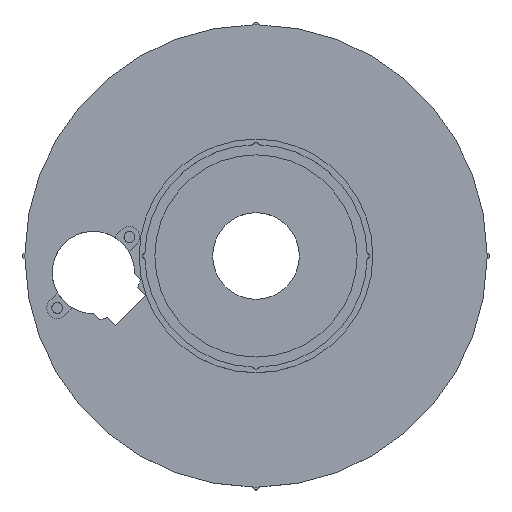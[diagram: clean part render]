
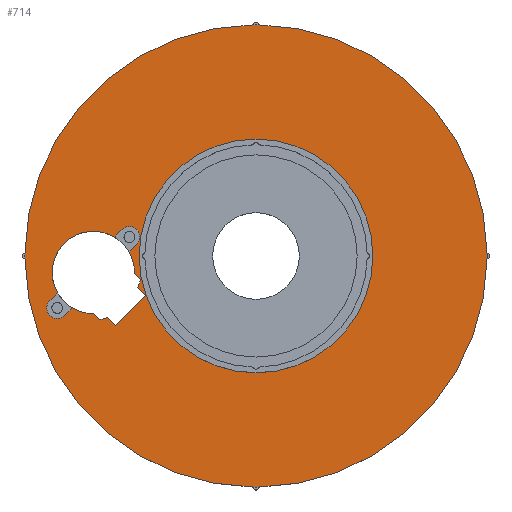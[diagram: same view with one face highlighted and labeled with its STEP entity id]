
A CAD part, top view. The second image highlights one B-rep face of the part: STEP entity #714.
In plain terms, the highlighted planar face has unit normal (0, 0, 1).
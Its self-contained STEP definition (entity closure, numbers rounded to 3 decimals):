
#205 = VERTEX_POINT('',#206);
#206 = CARTESIAN_POINT('',(-48.606,-24.07,4.));
#223 = VERTEX_POINT('',#224);
#224 = CARTESIAN_POINT('',(-51.367,-21.261,4.));
#230 = EDGE_CURVE('',#205,#223,#231,.T.);
#231 = LINE('',#232,#233);
#232 = CARTESIAN_POINT('',(-48.606,-24.07,4.));
#233 = VECTOR('',#234,1.);
#234 = DIRECTION('',(-0.701,0.713,0.));
#268 = EDGE_CURVE('',#269,#223,#271,.T.);
#269 = VERTEX_POINT('',#270);
#270 = CARTESIAN_POINT('',(-54.052,-22.095,4.));
#271 = LINE('',#272,#273);
#272 = CARTESIAN_POINT('',(-54.052,-22.095,4.));
#273 = VECTOR('',#274,1.);
#274 = DIRECTION('',(0.955,0.296,0.));
#293 = VERTEX_POINT('',#294);
#294 = CARTESIAN_POINT('',(-38.086,-13.732,4.));
#304 = VERTEX_POINT('',#305);
#305 = CARTESIAN_POINT('',(-40.91,-10.858,4.));
#311 = EDGE_CURVE('',#293,#304,#312,.T.);
#312 = LINE('',#313,#314);
#313 = CARTESIAN_POINT('',(-38.086,-13.732,4.));
#314 = VECTOR('',#315,1.);
#315 = DIRECTION('',(-0.701,0.713,0.));
#325 = EDGE_CURVE('',#326,#269,#328,.T.);
#326 = VERTEX_POINT('',#327);
#327 = CARTESIAN_POINT('',(-56.155,-19.955,4.));
#328 = LINE('',#329,#330);
#329 = CARTESIAN_POINT('',(-56.155,-19.955,4.));
#330 = VECTOR('',#331,1.);
#331 = DIRECTION('',(0.701,-0.713,0.));
#349 = EDGE_CURVE('',#350,#352,#354,.T.);
#350 = VERTEX_POINT('',#351);
#351 = CARTESIAN_POINT('',(-42.069,-6.112,4.));
#352 = VERTEX_POINT('',#353);
#353 = CARTESIAN_POINT('',(-43.942,1.368,4.));
#354 = CIRCLE('',#355,14.25);
#355 = AXIS2_PLACEMENT_3D('',#356,#357,#358);
#356 = CARTESIAN_POINT('',(-56.313,-5.706,4.));
#357 = DIRECTION('',(0.,0.,1.));
#358 = DIRECTION('',(1.,0.,0.));
#368 = EDGE_CURVE('',#369,#326,#371,.T.);
#369 = VERTEX_POINT('',#370);
#370 = CARTESIAN_POINT('',(-63.601,-17.951,4.));
#371 = CIRCLE('',#372,14.25);
#372 = AXIS2_PLACEMENT_3D('',#373,#374,#375);
#373 = CARTESIAN_POINT('',(-56.313,-5.706,4.));
#374 = DIRECTION('',(0.,0.,1.));
#375 = DIRECTION('',(1.,0.,0.));
#395 = VERTEX_POINT('',#396);
#396 = CARTESIAN_POINT('',(-68.683,-12.78,4.));
#402 = EDGE_CURVE('',#403,#395,#405,.T.);
#403 = VERTEX_POINT('',#404);
#404 = CARTESIAN_POINT('',(-49.024,6.539,4.));
#405 = CIRCLE('',#406,14.25);
#406 = AXIS2_PLACEMENT_3D('',#407,#408,#409);
#407 = CARTESIAN_POINT('',(-56.313,-5.706,4.));
#408 = DIRECTION('',(0.,0.,1.));
#409 = DIRECTION('',(1.,0.,0.));
#442 = EDGE_CURVE('',#443,#304,#445,.T.);
#443 = VERTEX_POINT('',#444);
#444 = CARTESIAN_POINT('',(-39.966,-8.252,4.));
#445 = LINE('',#446,#447);
#446 = CARTESIAN_POINT('',(-39.966,-8.252,4.));
#447 = VECTOR('',#448,1.);
#448 = DIRECTION('',(-0.341,-0.94,0.));
#466 = EDGE_CURVE('',#350,#443,#467,.T.);
#467 = LINE('',#468,#469);
#468 = CARTESIAN_POINT('',(-42.069,-6.112,4.));
#469 = VECTOR('',#470,1.);
#470 = DIRECTION('',(0.701,-0.713,0.));
#502 = VERTEX_POINT('',#503);
#503 = CARTESIAN_POINT('',(79.994,1.,4.));
#509 = EDGE_CURVE('',#502,#510,#512,.T.);
#510 = VERTEX_POINT('',#511);
#511 = CARTESIAN_POINT('',(1.,79.994,4.));
#512 = CIRCLE('',#513,80.);
#513 = AXIS2_PLACEMENT_3D('',#514,#515,#516);
#514 = CARTESIAN_POINT('',(0.,0.,4.));
#515 = DIRECTION('',(0.,0.,1.));
#516 = DIRECTION('',(1.,0.,0.));
#550 = VERTEX_POINT('',#551);
#551 = CARTESIAN_POINT('',(-1.,79.994,4.));
#557 = EDGE_CURVE('',#550,#558,#560,.T.);
#558 = VERTEX_POINT('',#559);
#559 = CARTESIAN_POINT('',(-79.994,1.,4.));
#560 = CIRCLE('',#561,80.);
#561 = AXIS2_PLACEMENT_3D('',#562,#563,#564);
#562 = CARTESIAN_POINT('',(0.,0.,4.));
#563 = DIRECTION('',(0.,0.,1.));
#564 = DIRECTION('',(1.,0.,0.));
#597 = VERTEX_POINT('',#598);
#598 = CARTESIAN_POINT('',(-1.,-79.994,4.));
#606 = VERTEX_POINT('',#607);
#607 = CARTESIAN_POINT('',(-79.994,-1.,4.));
#613 = EDGE_CURVE('',#606,#597,#614,.T.);
#614 = CIRCLE('',#615,80.);
#615 = AXIS2_PLACEMENT_3D('',#616,#617,#618);
#616 = CARTESIAN_POINT('',(0.,0.,4.));
#617 = DIRECTION('',(0.,0.,1.));
#618 = DIRECTION('',(1.,0.,0.));
#645 = VERTEX_POINT('',#646);
#646 = CARTESIAN_POINT('',(79.994,-1.,4.));
#654 = VERTEX_POINT('',#655);
#655 = CARTESIAN_POINT('',(1.,-79.994,4.));
#661 = EDGE_CURVE('',#654,#645,#662,.T.);
#662 = CIRCLE('',#663,80.);
#663 = AXIS2_PLACEMENT_3D('',#664,#665,#666);
#664 = CARTESIAN_POINT('',(0.,0.,4.));
#665 = DIRECTION('',(0.,0.,1.));
#666 = DIRECTION('',(1.,0.,0.));
#702 = EDGE_CURVE('',#205,#293,#703,.T.);
#703 = LINE('',#704,#705);
#704 = CARTESIAN_POINT('',(-48.606,-24.07,4.));
#705 = VECTOR('',#706,1.);
#706 = DIRECTION('',(0.713,0.701,0.));
#714 = ADVANCED_FACE('',(#715,#758,#816),#827,.T.);
#715 = FACE_BOUND('',#716,.T.);
#716 = EDGE_LOOP('',(#717,#726,#727,#734,#735,#742,#743,#750,#751));
#717 = ORIENTED_EDGE('',*,*,#718,.T.);
#718 = EDGE_CURVE('',#719,#502,#721,.T.);
#719 = VERTEX_POINT('',#720);
#720 = CARTESIAN_POINT('',(80.,0.,4.));
#721 = CIRCLE('',#722,80.);
#722 = AXIS2_PLACEMENT_3D('',#723,#724,#725);
#723 = CARTESIAN_POINT('',(0.,0.,4.));
#724 = DIRECTION('',(0.,0.,1.));
#725 = DIRECTION('',(1.,0.,0.));
#726 = ORIENTED_EDGE('',*,*,#509,.T.);
#727 = ORIENTED_EDGE('',*,*,#728,.T.);
#728 = EDGE_CURVE('',#510,#550,#729,.T.);
#729 = CIRCLE('',#730,80.);
#730 = AXIS2_PLACEMENT_3D('',#731,#732,#733);
#731 = CARTESIAN_POINT('',(0.,0.,4.));
#732 = DIRECTION('',(0.,0.,1.));
#733 = DIRECTION('',(1.,0.,0.));
#734 = ORIENTED_EDGE('',*,*,#557,.T.);
#735 = ORIENTED_EDGE('',*,*,#736,.T.);
#736 = EDGE_CURVE('',#558,#606,#737,.T.);
#737 = CIRCLE('',#738,80.);
#738 = AXIS2_PLACEMENT_3D('',#739,#740,#741);
#739 = CARTESIAN_POINT('',(0.,0.,4.));
#740 = DIRECTION('',(0.,0.,1.));
#741 = DIRECTION('',(1.,0.,0.));
#742 = ORIENTED_EDGE('',*,*,#613,.T.);
#743 = ORIENTED_EDGE('',*,*,#744,.T.);
#744 = EDGE_CURVE('',#597,#654,#745,.T.);
#745 = CIRCLE('',#746,80.);
#746 = AXIS2_PLACEMENT_3D('',#747,#748,#749);
#747 = CARTESIAN_POINT('',(0.,0.,4.));
#748 = DIRECTION('',(0.,0.,1.));
#749 = DIRECTION('',(1.,0.,0.));
#750 = ORIENTED_EDGE('',*,*,#661,.T.);
#751 = ORIENTED_EDGE('',*,*,#752,.T.);
#752 = EDGE_CURVE('',#645,#719,#753,.T.);
#753 = CIRCLE('',#754,80.);
#754 = AXIS2_PLACEMENT_3D('',#755,#756,#757);
#755 = CARTESIAN_POINT('',(0.,0.,4.));
#756 = DIRECTION('',(0.,0.,1.));
#757 = DIRECTION('',(1.,0.,0.));
#758 = FACE_BOUND('',#759,.T.);
#759 = EDGE_LOOP('',(#760,#761,#762,#763,#764,#765,#766,#767,#768,#769,
    #777,#786,#792,#793,#801,#810));
#760 = ORIENTED_EDGE('',*,*,#349,.F.);
#761 = ORIENTED_EDGE('',*,*,#466,.T.);
#762 = ORIENTED_EDGE('',*,*,#442,.T.);
#763 = ORIENTED_EDGE('',*,*,#311,.F.);
#764 = ORIENTED_EDGE('',*,*,#702,.F.);
#765 = ORIENTED_EDGE('',*,*,#230,.T.);
#766 = ORIENTED_EDGE('',*,*,#268,.F.);
#767 = ORIENTED_EDGE('',*,*,#325,.F.);
#768 = ORIENTED_EDGE('',*,*,#368,.F.);
#769 = ORIENTED_EDGE('',*,*,#770,.F.);
#770 = EDGE_CURVE('',#771,#369,#773,.T.);
#771 = VERTEX_POINT('',#772);
#772 = CARTESIAN_POINT('',(-66.254,-20.557,4.));
#773 = LINE('',#774,#775);
#774 = CARTESIAN_POINT('',(-66.254,-20.557,4.));
#775 = VECTOR('',#776,1.);
#776 = DIRECTION('',(0.713,0.701,0.));
#777 = ORIENTED_EDGE('',*,*,#778,.F.);
#778 = EDGE_CURVE('',#779,#771,#781,.T.);
#779 = VERTEX_POINT('',#780);
#780 = CARTESIAN_POINT('',(-71.335,-15.386,4.));
#781 = CIRCLE('',#782,3.625);
#782 = AXIS2_PLACEMENT_3D('',#783,#784,#785);
#783 = CARTESIAN_POINT('',(-68.795,-17.972,4.));
#784 = DIRECTION('',(0.,0.,1.));
#785 = DIRECTION('',(1.,0.,0.));
#786 = ORIENTED_EDGE('',*,*,#787,.T.);
#787 = EDGE_CURVE('',#779,#395,#788,.T.);
#788 = LINE('',#789,#790);
#789 = CARTESIAN_POINT('',(-71.335,-15.386,4.));
#790 = VECTOR('',#791,1.);
#791 = DIRECTION('',(0.713,0.701,0.));
#792 = ORIENTED_EDGE('',*,*,#402,.F.);
#793 = ORIENTED_EDGE('',*,*,#794,.F.);
#794 = EDGE_CURVE('',#795,#403,#797,.T.);
#795 = VERTEX_POINT('',#796);
#796 = CARTESIAN_POINT('',(-46.372,9.145,4.));
#797 = LINE('',#798,#799);
#798 = CARTESIAN_POINT('',(-46.372,9.145,4.));
#799 = VECTOR('',#800,1.);
#800 = DIRECTION('',(-0.713,-0.701,0.));
#801 = ORIENTED_EDGE('',*,*,#802,.F.);
#802 = EDGE_CURVE('',#803,#795,#805,.T.);
#803 = VERTEX_POINT('',#804);
#804 = CARTESIAN_POINT('',(-41.29,3.974,4.));
#805 = CIRCLE('',#806,3.625);
#806 = AXIS2_PLACEMENT_3D('',#807,#808,#809);
#807 = CARTESIAN_POINT('',(-43.831,6.56,4.));
#808 = DIRECTION('',(0.,0.,1.));
#809 = DIRECTION('',(1.,0.,0.));
#810 = ORIENTED_EDGE('',*,*,#811,.T.);
#811 = EDGE_CURVE('',#803,#352,#812,.T.);
#812 = LINE('',#813,#814);
#813 = CARTESIAN_POINT('',(-41.29,3.974,4.));
#814 = VECTOR('',#815,1.);
#815 = DIRECTION('',(-0.713,-0.701,0.));
#816 = FACE_BOUND('',#817,.T.);
#817 = EDGE_LOOP('',(#818));
#818 = ORIENTED_EDGE('',*,*,#819,.F.);
#819 = EDGE_CURVE('',#820,#820,#822,.T.);
#820 = VERTEX_POINT('',#821);
#821 = CARTESIAN_POINT('',(40.45,0.,4.));
#822 = CIRCLE('',#823,40.45);
#823 = AXIS2_PLACEMENT_3D('',#824,#825,#826);
#824 = CARTESIAN_POINT('',(0.,0.,4.));
#825 = DIRECTION('',(0.,0.,1.));
#826 = DIRECTION('',(1.,0.,0.));
#827 = PLANE('',#828);
#828 = AXIS2_PLACEMENT_3D('',#829,#830,#831);
#829 = CARTESIAN_POINT('',(0.,0.,4.));
#830 = DIRECTION('',(0.,0.,1.));
#831 = DIRECTION('',(1.,0.,0.));
